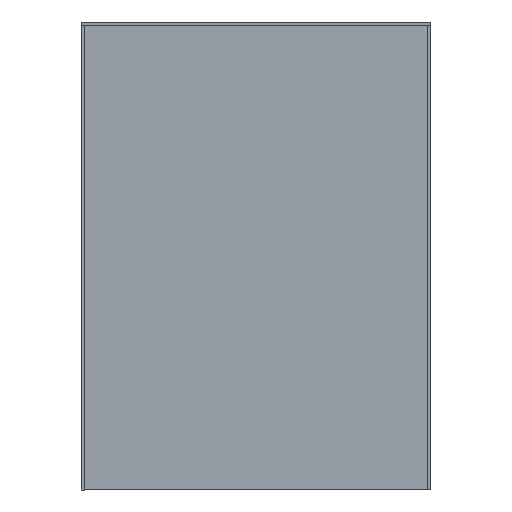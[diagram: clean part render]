
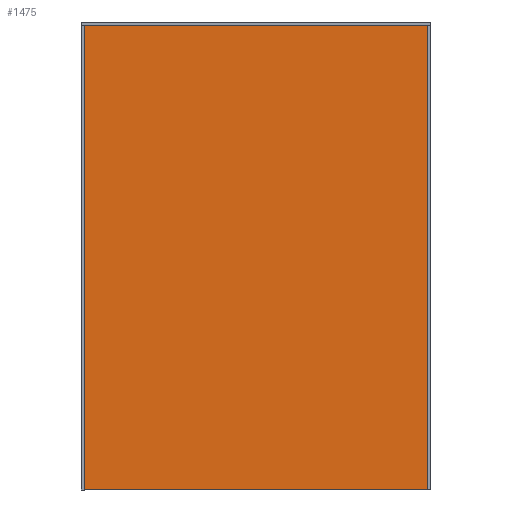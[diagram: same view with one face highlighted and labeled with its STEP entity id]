
A CAD part, left-side view. The second image highlights one B-rep face of the part: STEP entity #1475.
In plain terms, the highlighted planar face has unit normal (-1, 0, 0).
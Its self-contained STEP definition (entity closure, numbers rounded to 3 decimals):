
#3 = LINE ( 'NONE', #186, #129 ) ;
#11 = DIRECTION ( 'NONE',  ( 1., 0., 0. ) ) ;
#129 = VECTOR ( 'NONE', #291, 1000. ) ;
#134 = VERTEX_POINT ( 'NONE', #309 ) ;
#180 = EDGE_CURVE ( 'NONE', #472, #1257, #3, .T. ) ;
#186 = CARTESIAN_POINT ( 'NONE',  ( 320., -684.5, 0. ) ) ;
#202 = ORIENTED_EDGE ( 'NONE', *, *, #180, .F. ) ;
#214 = CARTESIAN_POINT ( 'NONE',  ( 320., 0., -743.5 ) ) ;
#291 = DIRECTION ( 'NONE',  ( 0., 0., -1. ) ) ;
#300 = ORIENTED_EDGE ( 'NONE', *, *, #1146, .F. ) ;
#309 = CARTESIAN_POINT ( 'NONE',  ( 320., 332.5, 636.5 ) ) ;
#454 = DIRECTION ( 'NONE',  ( 0., 1., 0. ) ) ;
#471 = CARTESIAN_POINT ( 'NONE',  ( 320., -727.5, 636.5 ) ) ;
#472 = VERTEX_POINT ( 'NONE', #1258 ) ;
#496 = AXIS2_PLACEMENT_3D ( 'NONE', #696, #11, #811 ) ;
#544 = EDGE_CURVE ( 'NONE', #633, #134, #754, .T. ) ;
#633 = VERTEX_POINT ( 'NONE', #834 ) ;
#655 = LINE ( 'NONE', #471, #1431 ) ;
#693 = EDGE_CURVE ( 'NONE', #134, #472, #655, .T. ) ;
#696 = CARTESIAN_POINT ( 'NONE',  ( 320., 0., 0. ) ) ;
#754 = LINE ( 'NONE', #1028, #1375 ) ;
#787 = CARTESIAN_POINT ( 'NONE',  ( 320., -684.5, -743.5 ) ) ;
#798 = FACE_OUTER_BOUND ( 'NONE', #1152, .T. ) ;
#809 = ORIENTED_EDGE ( 'NONE', *, *, #544, .F. ) ;
#811 = DIRECTION ( 'NONE',  ( 0., 0., -1. ) ) ;
#834 = CARTESIAN_POINT ( 'NONE',  ( 320., 332.5, -743.5 ) ) ;
#861 = ORIENTED_EDGE ( 'NONE', *, *, #693, .F. ) ;
#930 = DIRECTION ( 'NONE',  ( 0., 0., 1. ) ) ;
#1016 = LINE ( 'NONE', #214, #1154 ) ;
#1028 = CARTESIAN_POINT ( 'NONE',  ( 320., 332.5, 0. ) ) ;
#1146 = EDGE_CURVE ( 'NONE', #1257, #633, #1016, .T. ) ;
#1152 = EDGE_LOOP ( 'NONE', ( #809, #300, #202, #861 ) ) ;
#1154 = VECTOR ( 'NONE', #454, 1000. ) ;
#1257 = VERTEX_POINT ( 'NONE', #787 ) ;
#1258 = CARTESIAN_POINT ( 'NONE',  ( 320., -684.5, 636.5 ) ) ;
#1278 = PLANE ( 'NONE',  #496 ) ;
#1375 = VECTOR ( 'NONE', #930, 1000. ) ;
#1421 = DIRECTION ( 'NONE',  ( 0., -1., 0. ) ) ;
#1431 = VECTOR ( 'NONE', #1421, 1000. ) ;
#1475 = ADVANCED_FACE ( 'NONE', ( #798 ), #1278, .F. ) ;
